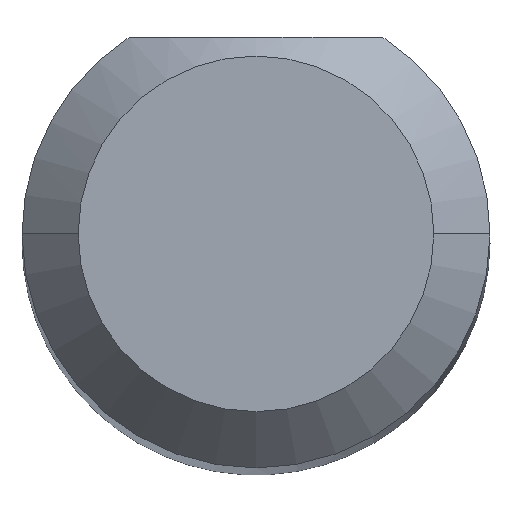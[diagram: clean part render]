
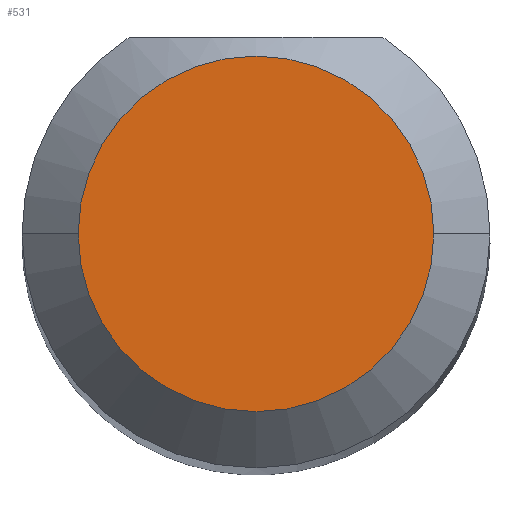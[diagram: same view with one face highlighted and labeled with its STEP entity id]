
A CAD part, top view. The second image highlights one B-rep face of the part: STEP entity #531.
In plain terms, the highlighted planar face has unit normal (0, 0, 1).
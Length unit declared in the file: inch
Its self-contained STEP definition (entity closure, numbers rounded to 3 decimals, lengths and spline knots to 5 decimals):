
#2 = DIRECTION ( 'NONE',  ( 1., 0., 0. ) ) ;
#16 = CARTESIAN_POINT ( 'NONE',  ( 0.0475, 0., 1.5 ) ) ;
#38 = ORIENTED_EDGE ( 'NONE', *, *, #150, .T. ) ;
#41 = FACE_OUTER_BOUND ( 'NONE', #633, .T. ) ;
#130 = CARTESIAN_POINT ( 'NONE',  ( 0., 0., 1.5 ) ) ;
#133 = DIRECTION ( 'NONE',  ( 0., 0., 1. ) ) ;
#135 = PLANE ( 'NONE',  #257 ) ;
#150 = EDGE_CURVE ( 'NONE', #504, #418, #588, .T. ) ;
#176 = CARTESIAN_POINT ( 'NONE',  ( -0.0475, 0., 1.5 ) ) ;
#234 = AXIS2_PLACEMENT_3D ( 'NONE', #438, #455, #2 ) ;
#237 = DIRECTION ( 'NONE',  ( 1., 0., 0. ) ) ;
#257 = AXIS2_PLACEMENT_3D ( 'NONE', #495, #406, #237 ) ;
#341 = DIRECTION ( 'NONE',  ( 1., 0., 0. ) ) ;
#381 = ORIENTED_EDGE ( 'NONE', *, *, #479, .T. ) ;
#406 = DIRECTION ( 'NONE',  ( 0., 0., 1. ) ) ;
#418 = VERTEX_POINT ( 'NONE', #16 ) ;
#438 = CARTESIAN_POINT ( 'NONE',  ( 0., 0., 1.5 ) ) ;
#452 = CIRCLE ( 'NONE', #478, 0.0475 ) ;
#455 = DIRECTION ( 'NONE',  ( 0., 0., 1. ) ) ;
#478 = AXIS2_PLACEMENT_3D ( 'NONE', #130, #133, #341 ) ;
#479 = EDGE_CURVE ( 'NONE', #418, #504, #452, .T. ) ;
#495 = CARTESIAN_POINT ( 'NONE',  ( 0., 0., 1.5 ) ) ;
#504 = VERTEX_POINT ( 'NONE', #176 ) ;
#531 = ADVANCED_FACE ( 'NONE', ( #41 ), #135, .T. ) ;
#588 = CIRCLE ( 'NONE', #234, 0.0475 ) ;
#633 = EDGE_LOOP ( 'NONE', ( #38, #381 ) ) ;
